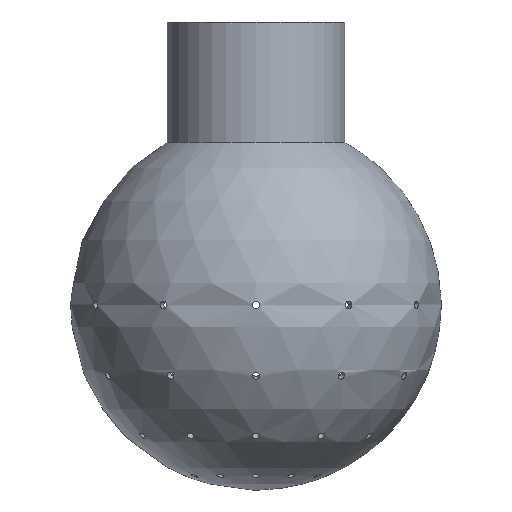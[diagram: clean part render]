
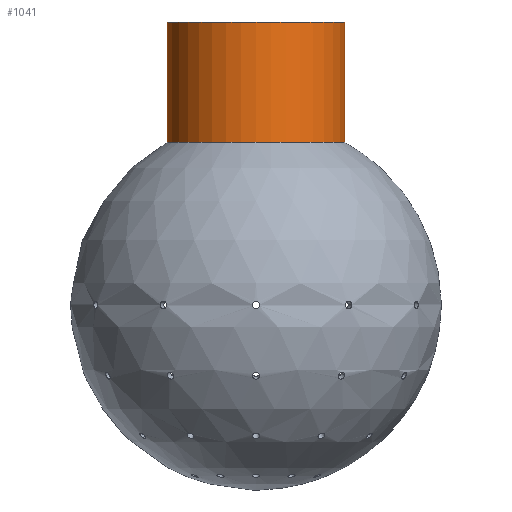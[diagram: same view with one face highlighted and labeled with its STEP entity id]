
A CAD part, front view. The second image highlights one B-rep face of the part: STEP entity #1041.
In plain terms, the highlighted cylindrical face has radius 12 mm (diameter 24 mm), a full revolution.
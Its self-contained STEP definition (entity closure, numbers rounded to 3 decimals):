
#17=FACE_BOUND('',#222,.T.);
#167=FACE_OUTER_BOUND('',#221,.T.);
#221=EDGE_LOOP('',(#731));
#222=EDGE_LOOP('',(#732));
#425=CIRCLE('',#1098,12.);
#426=CIRCLE('',#1099,12.);
#527=VERTEX_POINT('',#1569);
#528=VERTEX_POINT('',#1571);
#629=EDGE_CURVE('',#527,#527,#425,.T.);
#630=EDGE_CURVE('',#528,#528,#426,.T.);
#731=ORIENTED_EDGE('',*,*,#629,.F.);
#732=ORIENTED_EDGE('',*,*,#630,.F.);
#935=CYLINDRICAL_SURFACE('',#1097,12.);
#1041=ADVANCED_FACE('',(#167,#17),#935,.T.);
#1097=AXIS2_PLACEMENT_3D('',#1568,#1255,#1256);
#1098=AXIS2_PLACEMENT_3D('',#1570,#1257,#1258);
#1099=AXIS2_PLACEMENT_3D('',#1572,#1259,#1260);
#1255=DIRECTION('center_axis',(0.,0.,1.));
#1256=DIRECTION('ref_axis',(-1.,0.,0.));
#1257=DIRECTION('center_axis',(0.,0.,1.));
#1258=DIRECTION('ref_axis',(-1.,0.,0.));
#1259=DIRECTION('center_axis',(0.,0.,-1.));
#1260=DIRECTION('ref_axis',(-1.,0.,0.));
#1568=CARTESIAN_POINT('Origin',(0.,0.,21.2));
#1569=CARTESIAN_POINT('',(12.,0.,38.2));
#1570=CARTESIAN_POINT('Origin',(0.,0.,38.2));
#1571=CARTESIAN_POINT('',(12.,0.,21.932));
#1572=CARTESIAN_POINT('Origin',(0.,0.,21.932));
